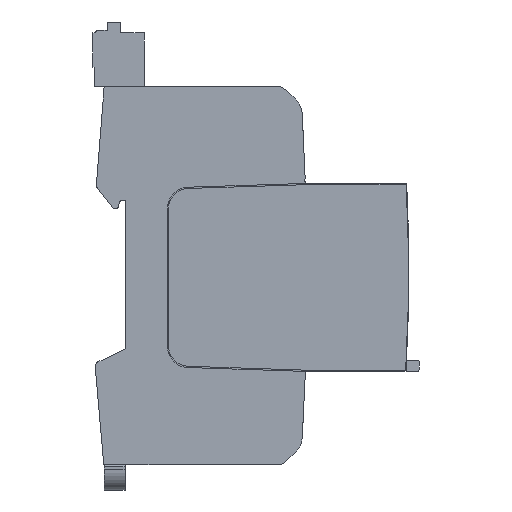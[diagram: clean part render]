
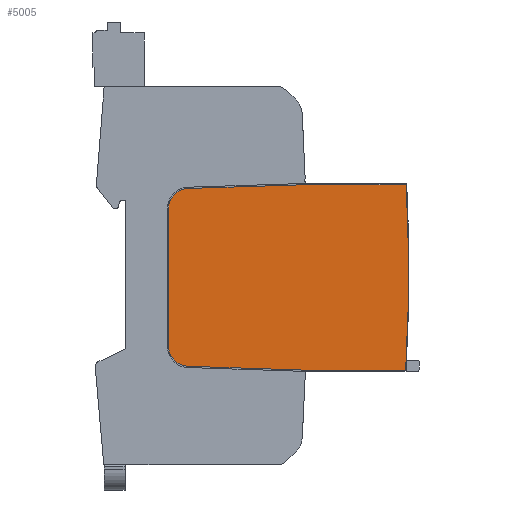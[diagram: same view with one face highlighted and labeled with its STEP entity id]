
A CAD part, left-side view. The second image highlights one B-rep face of the part: STEP entity #5005.
In plain terms, the highlighted planar face has unit normal (-1, 0, 0).
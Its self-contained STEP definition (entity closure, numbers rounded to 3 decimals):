
#471=CARTESIAN_POINT('',(-9.,336.41,0.75));
#472=DIRECTION('',(1.,0.,0.));
#473=DIRECTION('',(0.,-0.999,0.052));
#474=AXIS2_PLACEMENT_3D('',#471,#472,#473);
#476=DIRECTION('',(0.,1.,0.));
#477=VECTOR('',#476,23.898);
#478=CARTESIAN_POINT('',(-9.,-62.812,-22.527));
#479=LINE('',#478,#477);
#480=DIRECTION('',(0.,0.999,0.033));
#481=VECTOR('',#480,28.085);
#482=CARTESIAN_POINT('',(-9.,-38.914,
-22.527));
#483=LINE('',#482,#481);
#484=CARTESIAN_POINT('',(-9.,-11.,-16.9));
#485=DIRECTION('',(-1.,0.,0.));
#486=DIRECTION('',(0.,1.,0.));
#487=AXIS2_PLACEMENT_3D('',#484,#485,#486);
#489=DIRECTION('',(0.,0.,1.));
#490=VECTOR('',#489,33.);
#491=CARTESIAN_POINT('',(-9.,-6.3,-16.9));
#492=LINE('',#491,#490);
#493=CARTESIAN_POINT('',(-9.,-11.,16.1));
#494=DIRECTION('',(-1.,0.,0.));
#495=DIRECTION('',(0.,0.032,0.999));
#496=AXIS2_PLACEMENT_3D('',#493,#494,#495);
#498=DIRECTION('',(0.,-0.999,0.032));
#499=VECTOR('',#498,28.08);
#500=CARTESIAN_POINT('',(-9.,-10.849,20.798));
#501=LINE('',#500,#499);
#502=DIRECTION('',(0.,1.,0.));
#503=VECTOR('',#502,24.027);
#504=CARTESIAN_POINT('',(-9.,-62.941,21.7));
#505=LINE('',#504,#503);
#796=CARTESIAN_POINT('',(-9.,-62.812,-22.527));
#842=CARTESIAN_POINT('',(-9.,-62.941,21.7));
#4766=CARTESIAN_POINT('',(-9.,-38.914,
-22.527));
#4767=VERTEX_POINT('',#4766);
#4768=CARTESIAN_POINT('',(-9.,-10.844,-21.597));
#4769=VERTEX_POINT('',#4768);
#4770=CARTESIAN_POINT('',(-9.,-6.3,-16.9));
#4771=VERTEX_POINT('',#4770);
#4772=CARTESIAN_POINT('',(-9.,-6.3,16.1));
#4773=VERTEX_POINT('',#4772);
#4774=CARTESIAN_POINT('',(-9.,-10.849,20.798));
#4775=VERTEX_POINT('',#4774);
#4776=CARTESIAN_POINT('',(-9.,-38.914,
21.7));
#4777=VERTEX_POINT('',#4776);
#4900=VERTEX_POINT('',#796);
#4901=VERTEX_POINT('',#842);
#4982=CARTESIAN_POINT('',(-9.,0.,0.));
#4983=DIRECTION('',(1.,0.,0.));
#4984=DIRECTION('',(0.,1.,0.));
#4985=AXIS2_PLACEMENT_3D('',#4982,#4983,#4984);
#4986=PLANE('',#4985);
#4988=ORIENTED_EDGE('',*,*,#4987,.T.);
#4990=ORIENTED_EDGE('',*,*,#4989,.T.);
#4992=ORIENTED_EDGE('',*,*,#4991,.T.);
#4994=ORIENTED_EDGE('',*,*,#4993,.F.);
#4996=ORIENTED_EDGE('',*,*,#4995,.T.);
#4998=ORIENTED_EDGE('',*,*,#4997,.F.);
#5000=ORIENTED_EDGE('',*,*,#4999,.T.);
#5002=ORIENTED_EDGE('',*,*,#5001,.F.);
#5003=EDGE_LOOP('',(#4988,#4990,#4992,#4994,#4996,#4998,#5000,#5002));
#5004=FACE_OUTER_BOUND('',#5003,.F.);
#475=CIRCLE('',#474,399.9);
#488=CIRCLE('',#487,4.7);
#497=CIRCLE('',#496,4.7);
#4987=EDGE_CURVE('',#4901,#4900,#475,.T.);
#4989=EDGE_CURVE('',#4900,#4767,#479,.T.);
#4991=EDGE_CURVE('',#4767,#4769,#483,.T.);
#4993=EDGE_CURVE('',#4771,#4769,#488,.T.);
#4995=EDGE_CURVE('',#4771,#4773,#492,.T.);
#4997=EDGE_CURVE('',#4775,#4773,#497,.T.);
#4999=EDGE_CURVE('',#4775,#4777,#501,.T.);
#5001=EDGE_CURVE('',#4901,#4777,#505,.T.);
#5005=ADVANCED_FACE('',(#5004),#4986,.F.);
